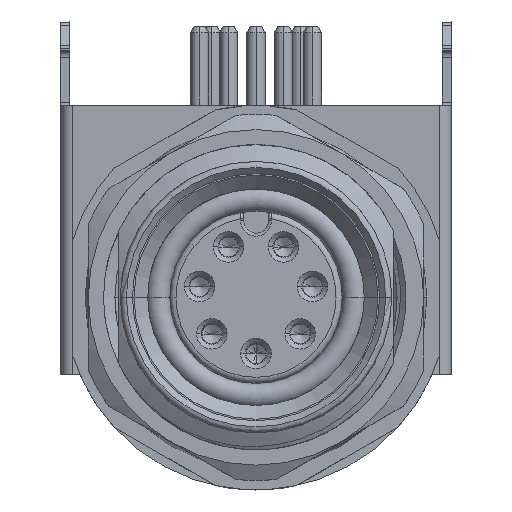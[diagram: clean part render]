
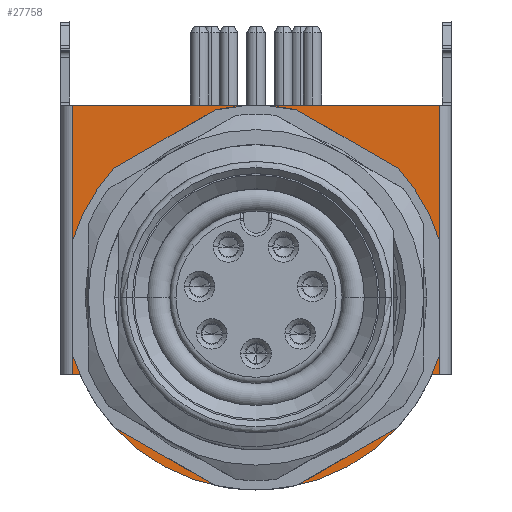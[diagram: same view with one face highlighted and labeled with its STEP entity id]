
A CAD part, top view. The second image highlights one B-rep face of the part: STEP entity #27758.
In plain terms, the highlighted planar face has unit normal (0, 0, 1).
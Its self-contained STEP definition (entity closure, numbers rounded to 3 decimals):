
#25594=DIRECTION('',(0.,1.,0.));
#25595=VECTOR('',#25594,8.8);
#25596=CARTESIAN_POINT('',(6.,-2.5,-5.8));
#25597=LINE('',#25596,#25595);
#25786=DIRECTION('',(-1.,0.,0.));
#25787=VECTOR('',#25786,12.);
#25788=CARTESIAN_POINT('',(6.,6.3,-5.8));
#25789=LINE('',#25788,#25787);
#26273=DIRECTION('',(0.,-1.,0.));
#26274=VECTOR('',#26273,8.8);
#26275=CARTESIAN_POINT('',(-6.,6.3,-5.8));
#26276=LINE('',#26275,#26274);
#26281=DIRECTION('',(-1.,0.,0.));
#26282=VECTOR('',#26281,0.217);
#26283=CARTESIAN_POINT('',(6.,-2.5,-5.8));
#26284=LINE('',#26283,#26282);
#26285=CARTESIAN_POINT('',(0.,0.,-5.8));
#26286=DIRECTION('',(0.,0.,-1.));
#26287=DIRECTION('',(0.918,-0.397,0.));
#26288=AXIS2_PLACEMENT_3D('',#26285,#26286,#26287);
#26290=DIRECTION('',(-1.,0.,0.));
#26291=VECTOR('',#26290,0.217);
#26292=CARTESIAN_POINT('',(-5.783,-2.5,-5.8));
#26293=LINE('',#26292,#26291);
#26294=CARTESIAN_POINT('',(0.,0.,-5.8));
#26295=DIRECTION('',(0.,0.,1.));
#26296=DIRECTION('',(-1.,0.,0.));
#26297=AXIS2_PLACEMENT_3D('',#26294,#26295,#26296);
#26299=CARTESIAN_POINT('',(0.,0.,-5.8));
#26300=DIRECTION('',(0.,0.,1.));
#26301=DIRECTION('',(1.,0.,0.));
#26302=AXIS2_PLACEMENT_3D('',#26299,#26300,#26301);
#26570=CARTESIAN_POINT('',(6.,-2.5,-5.8));
#26571=VERTEX_POINT('',#26570);
#26572=CARTESIAN_POINT('',(6.,6.3,-5.8));
#26573=VERTEX_POINT('',#26572);
#26582=CARTESIAN_POINT('',(5.783,-2.5,-5.8));
#26583=VERTEX_POINT('',#26582);
#26670=CARTESIAN_POINT('',(-6.,6.3,-5.8));
#26671=VERTEX_POINT('',#26670);
#26750=CARTESIAN_POINT('',(-6.,-2.5,-5.8));
#26751=VERTEX_POINT('',#26750);
#26752=CARTESIAN_POINT('',(-5.783,-2.5,-5.8));
#26753=VERTEX_POINT('',#26752);
#26820=CARTESIAN_POINT('',(-5.15,0.,-5.8));
#26821=CARTESIAN_POINT('',(5.15,0.,-5.8));
#26822=VERTEX_POINT('',#26820);
#26823=VERTEX_POINT('',#26821);
#27738=CARTESIAN_POINT('',(6.4,-2.5,-5.8));
#27739=DIRECTION('',(0.,0.,1.));
#27740=DIRECTION('',(0.,1.,0.));
#27741=AXIS2_PLACEMENT_3D('',#27738,#27739,#27740);
#27742=PLANE('',#27741);
#27743=ORIENTED_EDGE('',*,*,#27731,.F.);
#27744=ORIENTED_EDGE('',*,*,#27078,.F.);
#27745=ORIENTED_EDGE('',*,*,#26913,.F.);
#27746=ORIENTED_EDGE('',*,*,#26934,.T.);
#27748=ORIENTED_EDGE('',*,*,#27747,.T.);
#27749=ORIENTED_EDGE('',*,*,#27197,.T.);
#27750=EDGE_LOOP('',(#27743,#27744,#27745,#27746,#27748,#27749));
#27751=FACE_OUTER_BOUND('',#27750,.F.);
#27753=ORIENTED_EDGE('',*,*,#27752,.T.);
#27755=ORIENTED_EDGE('',*,*,#27754,.T.);
#27756=EDGE_LOOP('',(#27753,#27755));
#27757=FACE_BOUND('',#27756,.F.);
#26289=CIRCLE('',#26288,6.3);
#26298=CIRCLE('',#26297,5.15);
#26303=CIRCLE('',#26302,5.15);
#26913=EDGE_CURVE('',#26571,#26573,#25597,.T.);
#26934=EDGE_CURVE('',#26571,#26583,#26284,.T.);
#27078=EDGE_CURVE('',#26573,#26671,#25789,.T.);
#27197=EDGE_CURVE('',#26753,#26751,#26293,.T.);
#27731=EDGE_CURVE('',#26671,#26751,#26276,.T.);
#27747=EDGE_CURVE('',#26583,#26753,#26289,.T.);
#27752=EDGE_CURVE('',#26822,#26823,#26298,.T.);
#27754=EDGE_CURVE('',#26823,#26822,#26303,.T.);
#27758=ADVANCED_FACE('',(#27751,#27757),#27742,.T.);
